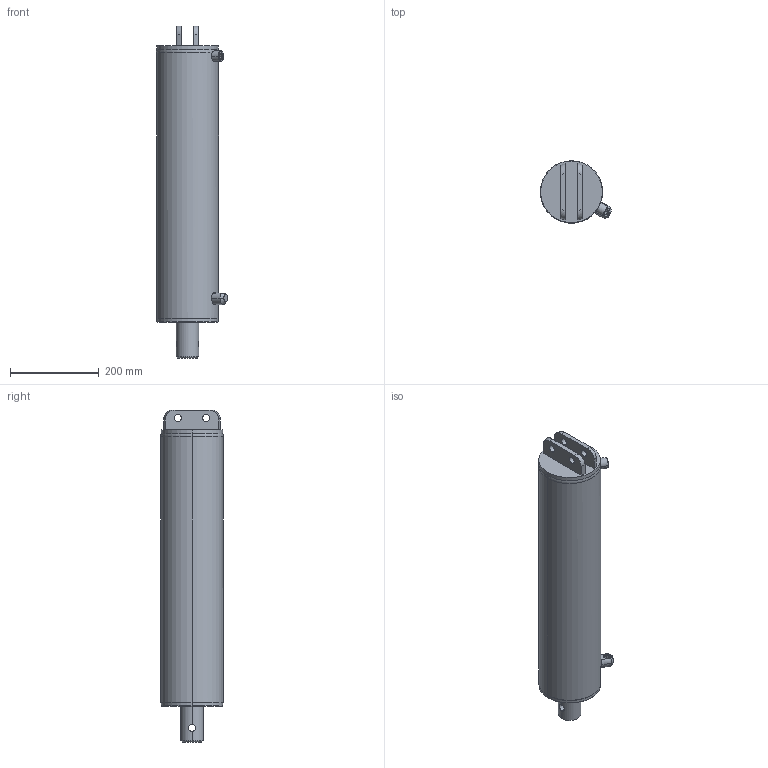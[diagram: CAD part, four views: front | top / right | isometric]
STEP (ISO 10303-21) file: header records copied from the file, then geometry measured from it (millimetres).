
FILE_DESCRIPTION (( 'STEP AP214' ), '1' );
FILE_NAME ('HTC 5x20.STEP', '2023-07-05T08:49:44', ( '' ), ( '' ), 'SwSTEP 2.0', 'SolidWorks 2014', '' );
FILE_SCHEMA (( 'AUTOMOTIVE_DESIGN' ));
Length unit declared in the file: millimetre
Products named in the file (3): HTC 5x20; BORE 5x20; RODE 5x20
Assembly tree (2 placements, depth 2):
  HTC 5x20
    BORE 5x20
    RODE 5x20
Bounding box: 160.35 x 140.12 x 748 mm (x, y, z)
Volume: 4396478 mm3; surface area: 731731 mm2
Topology: 2 solids, 2 shells, 114 faces, 270 edges, 165 vertices
Faces by surface type: cylinder 48, cone 31, plane 25, torus 10
Entity records: 4184 total; most frequent: CARTESIAN_POINT 1376, DIRECTION 606, ORIENTED_EDGE 540, EDGE_CURVE 270, AXIS2_PLACEMENT_3D 253, VERTEX_POINT 165, EDGE_LOOP 137, CIRCLE 134
